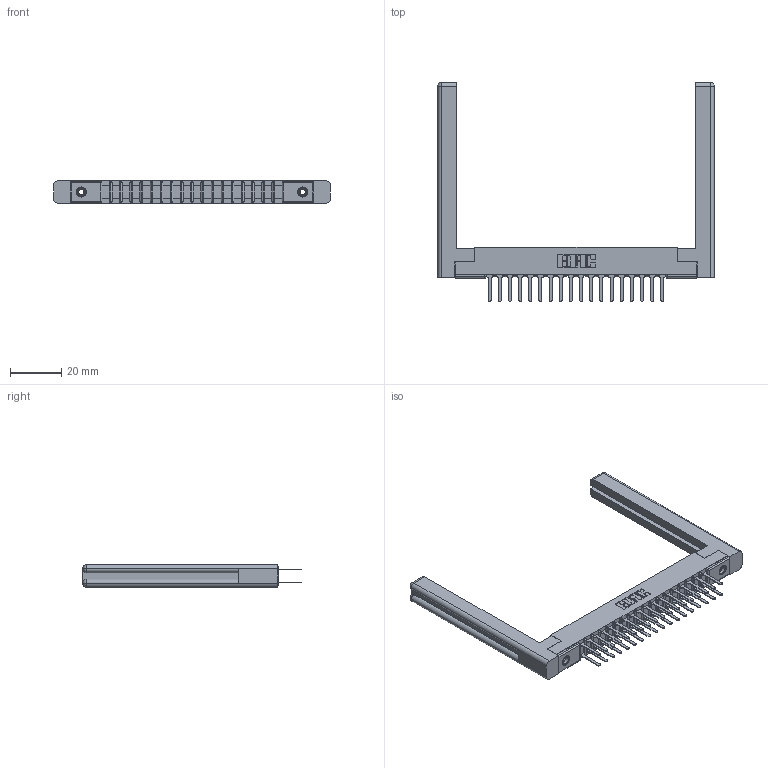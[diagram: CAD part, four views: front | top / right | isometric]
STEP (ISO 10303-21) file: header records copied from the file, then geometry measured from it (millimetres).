
FILE_DESCRIPTION (( 'STEP AP203' ), '1' );
FILE_NAME ('307-036-522-258.STEP', '2019-09-06T03:20:06', ( '' ), ( '' ), 'SwSTEP 2.0', 'SolidWorks 2016', '' );
FILE_SCHEMA (( 'CONFIG_CONTROL_DESIGN' ));
Length unit declared in the file: inch
Products named in the file (5): 307 Part_.156 Dia Mounting Holes; 345-250-001_345-250-001-102; 307-220-058; 307-036-522-258; 307-290-001_522
Assembly tree (41 placements, depth 2):
  307-036-522-258
    307 Part_.156 Dia Mounting Holes
    307-290-001_522  x36
    307-220-058  x2
    345-250-001_345-250-001-102  x2
Bounding box: 107.95 x 85.42 x 8.71 mm (x, y, z)
Volume: 14825.7 mm3; surface area: 17896.1 mm2
Topology: 41 solids, 41 shells, 1935 faces, 5357 edges, 3458 vertices
Faces by surface type: plane 1270, cylinder 603, sphere 38, torus 12, cone 12
Entity records: 21567 total; most frequent: CARTESIAN_POINT 3553, ORIENTED_EDGE 3460, DIRECTION 3448, EDGE_CURVE 1730, VECTOR 1314, LINE 1314, VERTEX_POINT 1118, AXIS2_PLACEMENT_3D 1067
